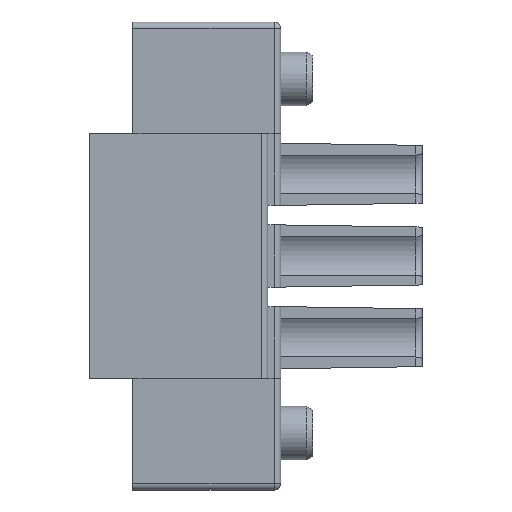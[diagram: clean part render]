
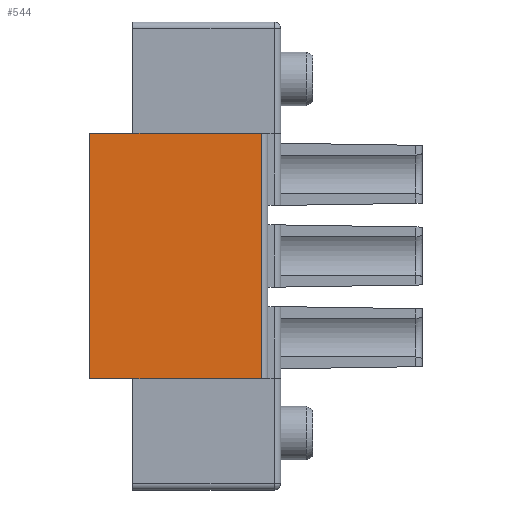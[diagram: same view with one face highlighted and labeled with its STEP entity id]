
A CAD part, front view. The second image highlights one B-rep face of the part: STEP entity #544.
In plain terms, the highlighted planar face has unit normal (0, -1, 0).
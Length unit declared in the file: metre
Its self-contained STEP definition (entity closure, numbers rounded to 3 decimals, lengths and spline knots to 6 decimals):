
#544=ADVANCED_FACE('',(#1256),#1257,.T.);
#1256=FACE_OUTER_BOUND('',#2138,.T.);
#1257=PLANE('',#2139);
#2138=EDGE_LOOP('',(#3747,#3748,#3749,#3750));
#2139=AXIS2_PLACEMENT_3D('',#3751,#3752,#3753);
#3747=ORIENTED_EDGE('',*,*,#5695,.F.);
#3748=ORIENTED_EDGE('',*,*,#5698,.F.);
#3749=ORIENTED_EDGE('',*,*,#5667,.T.);
#3750=ORIENTED_EDGE('',*,*,#5699,.T.);
#3751=CARTESIAN_POINT('',(0.006473,0.00051,0.002633));
#3752=DIRECTION('',(0.,-1.0,0.));
#3753=DIRECTION('',(0.0,0.,-1.0));
#5667=EDGE_CURVE('',#6972,#6973,#6974,.T.);
#5695=EDGE_CURVE('',#7018,#7020,#7021,.T.);
#5698=EDGE_CURVE('',#6972,#7018,#7024,.T.);
#5699=EDGE_CURVE('',#6973,#7020,#7025,.T.);
#6972=VERTEX_POINT('',#8928);
#6973=VERTEX_POINT('',#8929);
#6974=LINE('',#8930,#8931);
#7018=VERTEX_POINT('',#8997);
#7020=VERTEX_POINT('',#8999);
#7021=LINE('',#9000,#9001);
#7024=LINE('',#9004,#9005);
#7025=LINE('',#9006,#9007);
#8928=CARTESIAN_POINT('',(-0.001527,0.00051,0.003408));
#8929=CARTESIAN_POINT('',(-0.001527,0.00051,-0.008022));
#8930=CARTESIAN_POINT('',(-0.001527,0.00051,0.002633));
#8931=VECTOR('',#10207,1.0);
#8997=CARTESIAN_POINT('',(0.006473,0.00051,0.003408));
#8999=CARTESIAN_POINT('',(0.006473,0.00051,-0.008022));
#9000=CARTESIAN_POINT('',(0.006473,0.00051,0.002633));
#9001=VECTOR('',#10236,1.0);
#9004=CARTESIAN_POINT('',(0.013673,0.00051,0.003408));
#9005=VECTOR('',#10240,1.0);
#9006=CARTESIAN_POINT('',(0.013673,0.00051,-0.008022));
#9007=VECTOR('',#10241,1.0);
#10207=DIRECTION('',(0.,0.,-1.0));
#10236=DIRECTION('',(0.,0.,-1.0));
#10240=DIRECTION('',(1.0,0.,0.));
#10241=DIRECTION('',(1.0,0.,0.));
